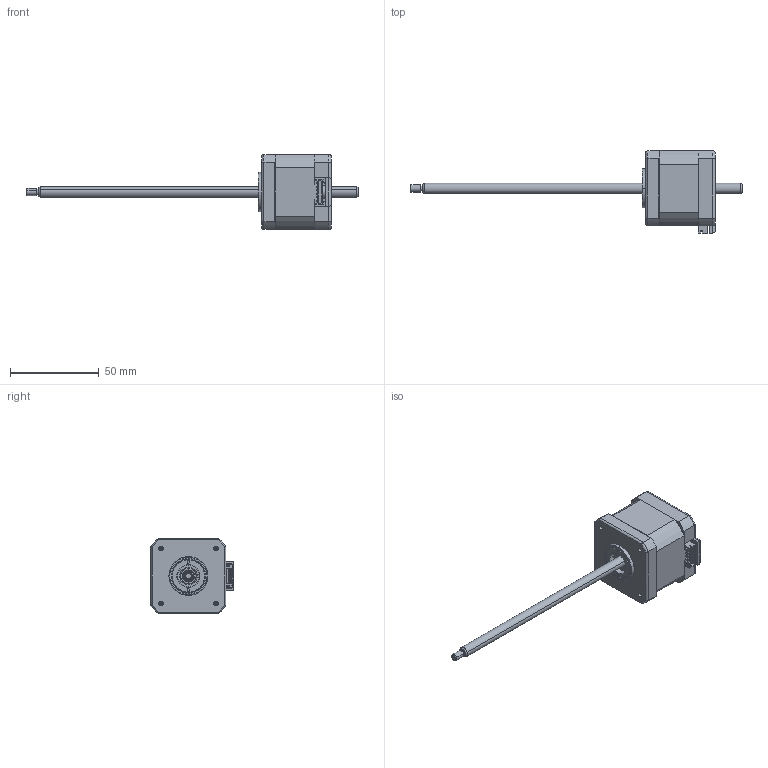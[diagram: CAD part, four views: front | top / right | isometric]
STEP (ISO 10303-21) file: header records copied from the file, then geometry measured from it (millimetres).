
FILE_DESCRIPTION (( 'STEP AP203' ), '1' );
FILE_NAME ('LN172S-E06127-180-S-100.STEP', '2019-04-14T06:35:04', ( 'Sky123.Org' ), ( 'Sky123.Org' ), 'SwSTEP 2.0', 'SolidWorks 2014', '' );
FILE_SCHEMA (( 'CONFIG_CONTROL_DESIGN' ));
Length unit declared in the file: millimetre
Products named in the file (1): LN172S-E06127-180-S-100
Bounding box: 187 x 46.2 x 42.2 mm (x, y, z)
Surface area: 19081.3 mm2 (no closed solid volume)
Topology: 0 solids, 17 shells, 296 faces, 958 edges, 670 vertices
Faces by surface type: plane 160, cylinder 70, cone 44, torus 14, sphere 8
Entity records: 11153 total; most frequent: CARTESIAN_POINT 2763, DIRECTION 1680, ORIENTED_EDGE 1624, EDGE_CURVE 958, VERTEX_POINT 670, LINE 570, VECTOR 570, AXIS2_PLACEMENT_3D 555
